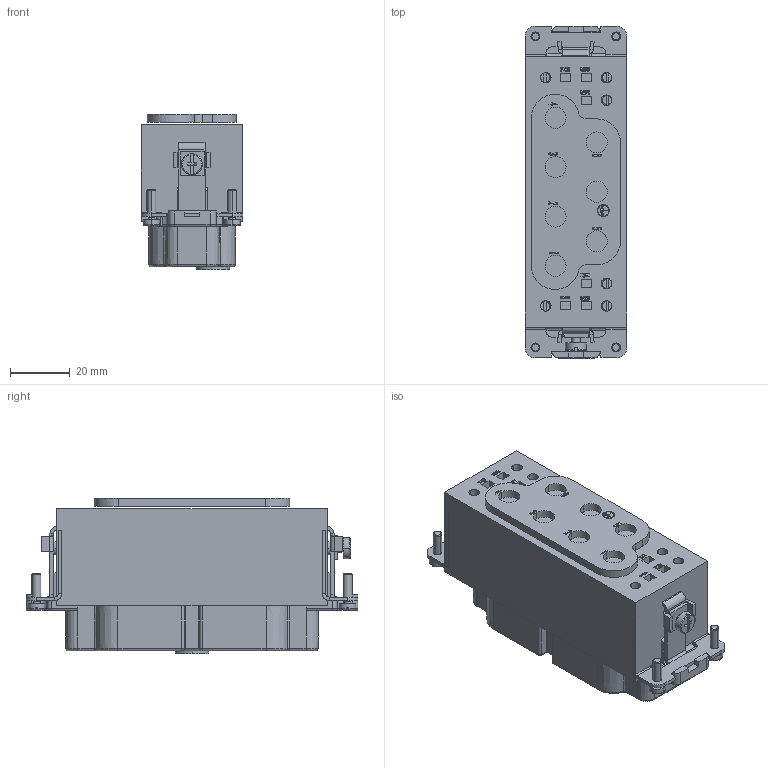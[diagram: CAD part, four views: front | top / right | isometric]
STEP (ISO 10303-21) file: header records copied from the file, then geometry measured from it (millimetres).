
FILE_DESCRIPTION((''),'2;1');
FILE_NAME('MC','2017-09-07T',('tl.yang'),(''),'PRO/ENGINEER BY PARAMETRIC TECHNOLOGY CORPORATION, 2011500','PRO/ENGINEER BY PARAMETRIC TECHNOLOGY CORPORATION, 2011500','');
FILE_SCHEMA(('CONFIG_CONTROL_DESIGN'));
Length unit declared in the file: millimetre
Products named in the file (1): MC
Bounding box: 34.1 x 111 x 51.95 mm (x, y, z)
Volume: 125533.8 mm3; surface area: 32282.5 mm2
Topology: 2 solids, 10 shells, 1814 faces, 4818 edges, 3138 vertices
Faces by surface type: plane 1420, cylinder 226, cone 104, torus 50, bspline 12, sphere 2
Entity records: 57062 total; most frequent: CARTESIAN_POINT 11566, ORIENTED_EDGE 9636, DIRECTION 9008, EDGE_CURVE 4818, VECTOR 3964, LINE 3964, VERTEX_POINT 3138, AXIS2_PLACEMENT_3D 2522
